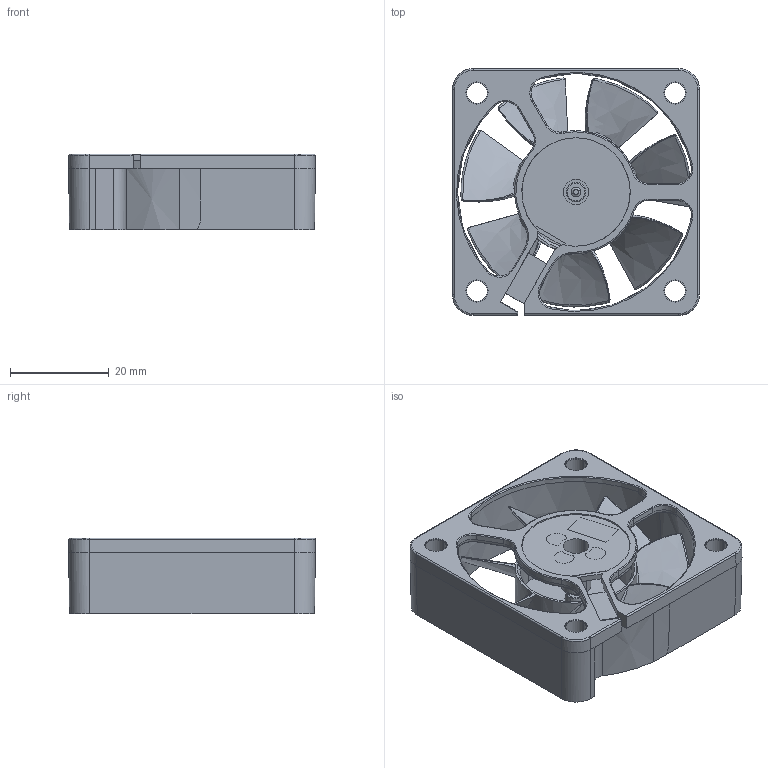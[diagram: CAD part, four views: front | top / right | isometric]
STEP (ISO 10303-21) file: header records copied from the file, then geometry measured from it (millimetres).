
FILE_DESCRIPTION((''),'2;1');
FILE_NAME('DC-A-50X50X15_ASM','2022-03-02T16:08:48',('Administrator'),(''),'CREO PARAMETRIC BY PTC INC, 2021164','CREO PARAMETRIC BY PTC INC, 2021164','');
FILE_SCHEMA(('CONFIG_CONTROL_DESIGN'));
Length unit declared in the file: millimetre
Products named in the file (4): 5015K1-2_1; 5015Y2-1_1; ASM0015_ASM_1_ASM; DC-A-50X50X15_ASM
Assembly tree (3 placements, depth 3):
  DC-A-50X50X15_ASM
    ASM0015_ASM_1_ASM
      5015K1-2_1
      5015Y2-1_1
Bounding box: 50.1 x 50.1 x 15.4 mm (x, y, z)
Volume: 9661.7 mm3; surface area: 16173.8 mm2
Topology: 2 solids, 2 shells, 399 faces, 1027 edges, 653 vertices
Faces by surface type: cylinder 147, bspline 102, plane 99, torus 25, cone 19, extrusion 7
Entity records: 19802 total; most frequent: CARTESIAN_POINT 10709, ORIENTED_EDGE 2054, DIRECTION 1638, EDGE_CURVE 1027, AXIS2_PLACEMENT_3D 653, VERTEX_POINT 653, EDGE_LOOP 438, FACE_OUTER_BOUND 399
